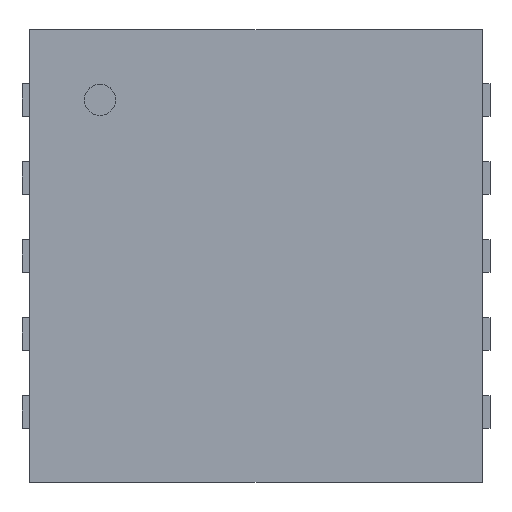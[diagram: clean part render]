
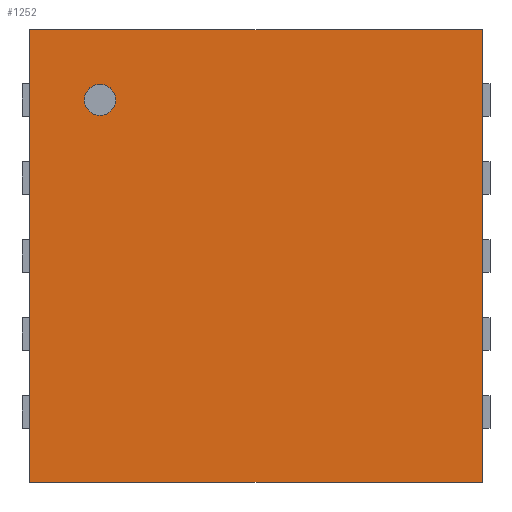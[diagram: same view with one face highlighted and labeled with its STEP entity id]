
A CAD part, top view. The second image highlights one B-rep face of the part: STEP entity #1252.
In plain terms, the highlighted planar face has unit normal (0, 0, 1).
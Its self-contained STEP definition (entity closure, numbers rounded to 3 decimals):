
#13=DIRECTION('',(0.,0.,1.));
#27=VECTOR('',#28,1.);
#28=DIRECTION('',(0.,-1.,0.));
#79=DIRECTION('',(1.,0.,0.));
#126=VECTOR('',#79,1.);
#419=VERTEX_POINT('',#420);
#420=CARTESIAN_POINT('',(1.45,1.45,0.6));
#423=EDGE_CURVE('',#419,#424,#426,.T.);
#424=VERTEX_POINT('',#425);
#425=CARTESIAN_POINT('',(1.45,-1.45,0.6));
#426=LINE('',#420,#27);
#520=VERTEX_POINT('',#521);
#521=CARTESIAN_POINT('',(-1.45,1.45,0.6));
#524=ORIENTED_EDGE('',*,*,#525,.F.);
#525=EDGE_CURVE('',#520,#419,#526,.T.);
#526=LINE('',#521,#126);
#559=ORIENTED_EDGE('',*,*,#560,.T.);
#560=EDGE_CURVE('',#520,#561,#563,.T.);
#561=VERTEX_POINT('',#562);
#562=CARTESIAN_POINT('',(-1.45,-1.45,0.6));
#563=LINE('',#521,#27);
#1248=EDGE_CURVE('',#561,#424,#1249,.T.);
#1249=LINE('',#562,#126);
#1252=ADVANCED_FACE('',(#1253,#1257),#1267,.T.);
#1253=FACE_BOUND('',#1254,.T.);
#1254=EDGE_LOOP('',(#524,#559,#1255,#1256));
#1255=ORIENTED_EDGE('',*,*,#1248,.T.);
#1256=ORIENTED_EDGE('',*,*,#423,.F.);
#1257=FACE_BOUND('',#1258,.T.);
#1258=EDGE_LOOP('',(#1259));
#1259=ORIENTED_EDGE('',*,*,#1260,.T.);
#1260=EDGE_CURVE('',#1261,#1261,#1263,.T.);
#1261=VERTEX_POINT('',#1262);
#1262=CARTESIAN_POINT('',(-1.,0.9,0.6));
#1263=CIRCLE('',#1264,0.1);
#1264=AXIS2_PLACEMENT_3D('',#1265,#1266,#28);
#1265=CARTESIAN_POINT('',(-1.,1.,0.6));
#1266=DIRECTION('',(0.,0.,-1.));
#1267=PLANE('',#1268);
#1268=AXIS2_PLACEMENT_3D('',#521,#13,#28);
